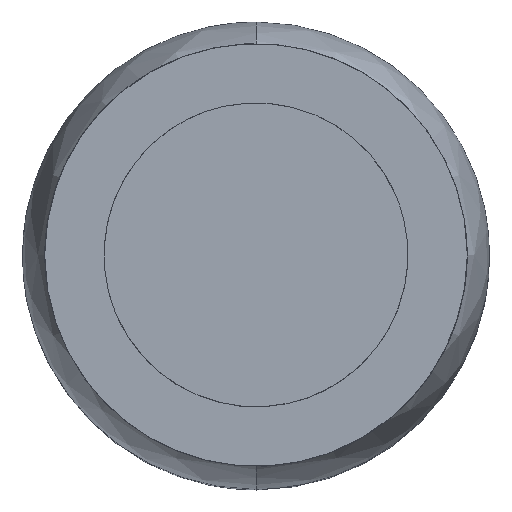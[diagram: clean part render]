
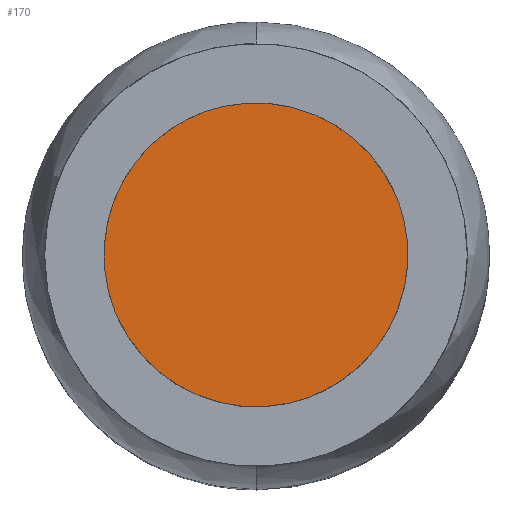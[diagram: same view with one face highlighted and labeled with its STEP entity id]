
A CAD part, top view. The second image highlights one B-rep face of the part: STEP entity #170.
In plain terms, the highlighted planar face has unit normal (0, 0, 1).
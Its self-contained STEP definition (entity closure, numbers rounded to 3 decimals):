
#32=PLANE('',#1159);
#170=ADVANCED_FACE('',(#237),#32,.T.);
#237=FACE_OUTER_BOUND('',#307,.T.);
#307=EDGE_LOOP('',(#475,#476));
#475=ORIENTED_EDGE('',*,*,#727,.T.);
#476=ORIENTED_EDGE('',*,*,#740,.T.);
#727=EDGE_CURVE('',#1020,#1029,#884,.T.);
#740=EDGE_CURVE('',#1029,#1020,#896,.T.);
#884=(
BOUNDED_CURVE()
B_SPLINE_CURVE(2,(#2358,#2359,#2360,#2361,#2362),.UNSPECIFIED.,.F.,.F.)
B_SPLINE_CURVE_WITH_KNOTS((3,2,3),(0.,107.295,214.589),
 .UNSPECIFIED.)
CURVE()
GEOMETRIC_REPRESENTATION_ITEM()
RATIONAL_B_SPLINE_CURVE((1.,0.707,1.,0.707,1.))
REPRESENTATION_ITEM('')
);
#896=(
BOUNDED_CURVE()
B_SPLINE_CURVE(2,(#2406,#2407,#2408,#2409,#2410),.UNSPECIFIED.,.F.,.F.)
B_SPLINE_CURVE_WITH_KNOTS((3,2,3),(214.589,321.884,429.178),
 .UNSPECIFIED.)
CURVE()
GEOMETRIC_REPRESENTATION_ITEM()
RATIONAL_B_SPLINE_CURVE((1.,0.707,1.,0.707,1.))
REPRESENTATION_ITEM('')
);
#1020=VERTEX_POINT('',#2308);
#1029=VERTEX_POINT('',#2317);
#1159=AXIS2_PLACEMENT_3D('',#2229,#1172,$);
#1172=DIRECTION('',(0.,0.,1.));
#2229=CARTESIAN_POINT('',(-85.372,-85.372,169.718));
#2308=CARTESIAN_POINT('',(62.884,26.65,169.718));
#2317=CARTESIAN_POINT('',(-62.884,-26.65,169.718));
#2358=CARTESIAN_POINT('',(62.884,26.65,169.718));
#2359=CARTESIAN_POINT('',(36.234,89.533,169.718));
#2360=CARTESIAN_POINT('',(-26.65,62.884,169.718));
#2361=CARTESIAN_POINT('',(-89.533,36.234,169.718));
#2362=CARTESIAN_POINT('',(-62.884,-26.65,169.718));
#2406=CARTESIAN_POINT('',(-62.884,-26.65,169.718));
#2407=CARTESIAN_POINT('',(-36.234,-89.533,169.718));
#2408=CARTESIAN_POINT('',(26.65,-62.884,169.718));
#2409=CARTESIAN_POINT('',(89.533,-36.234,169.718));
#2410=CARTESIAN_POINT('',(62.884,26.65,169.718));
